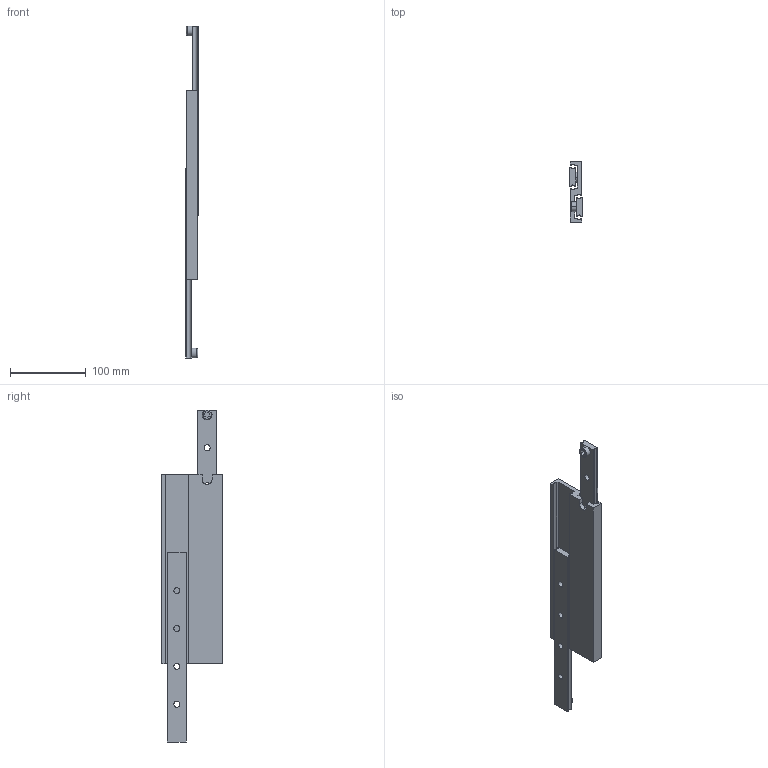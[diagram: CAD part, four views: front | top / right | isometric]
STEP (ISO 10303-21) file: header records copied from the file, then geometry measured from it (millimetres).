
FILE_DESCRIPTION (( 'STEP AP214' ), '1' );
FILE_NAME ('STR80-250.STEP', '2021-12-01T12:28:13', ( '' ), ( '' ), 'SwSTEP 2.0', 'SolidWorks 2020', '' );
FILE_SCHEMA (( 'AUTOMOTIVE_DESIGN' ));
Length unit declared in the file: millimetre
Products named in the file (3): masko40_250; zensko40_250; STR80-250
Assembly tree (3 placements, depth 2):
  STR80-250
    masko40_250  x2
    zensko40_250
Bounding box: 17 x 80 x 438.81 mm (x, y, z)
Volume: 248841.1 mm3; surface area: 95481.6 mm2
Topology: 3 solids, 3 shells, 91 faces, 241 edges, 158 vertices
Faces by surface type: plane 56, cylinder 31, torus 4
Entity records: 2042 total; most frequent: DIRECTION 340, CARTESIAN_POINT 339, ORIENTED_EDGE 328, EDGE_CURVE 164, LINE 122, VECTOR 122, AXIS2_PLACEMENT_3D 109, VERTEX_POINT 108
